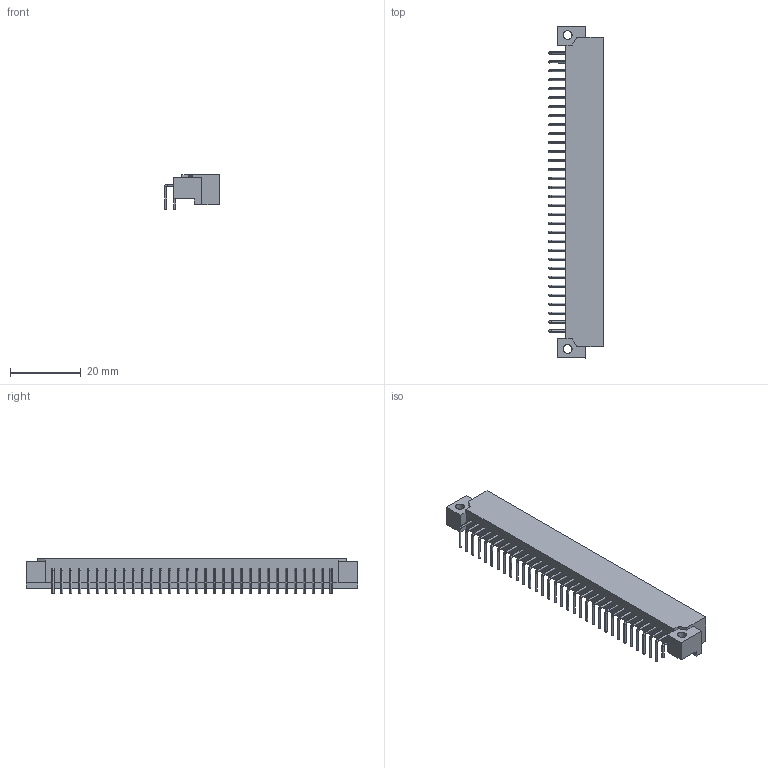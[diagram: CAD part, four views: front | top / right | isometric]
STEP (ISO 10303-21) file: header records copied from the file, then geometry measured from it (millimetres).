
FILE_DESCRIPTION((''),'2;1');
FILE_NAME('HARTING_09 02 164 2921.stp','2009-10-19T09:50:44',(''),(''),'Mechanical Desktop 2006','Mechanical Desktop 2006',', , ');
FILE_SCHEMA(('AUTOMOTIVE_DESIGN { 1 2 10303 214 0 1 1 1 }'));
Length unit declared in the file: millimetre
Products named in the file (1): Product
Bounding box: 15.48 x 94 x 9.83 mm (x, y, z)
Volume: 4655.8 mm3; surface area: 7107.1 mm2
Topology: 65 solids, 65 shells, 571 faces, 1037 edges, 611 vertices
Faces by surface type: cylinder 256, plane 134, torus 128, bspline 53
Entity records: 13910 total; most frequent: CARTESIAN_POINT 2620, DIRECTION 2582, ORIENTED_EDGE 2062, AXIS2_PLACEMENT_3D 1161, EDGE_CURVE 1031, CIRCLE 642, VERTEX_POINT 599, EDGE_LOOP 584
